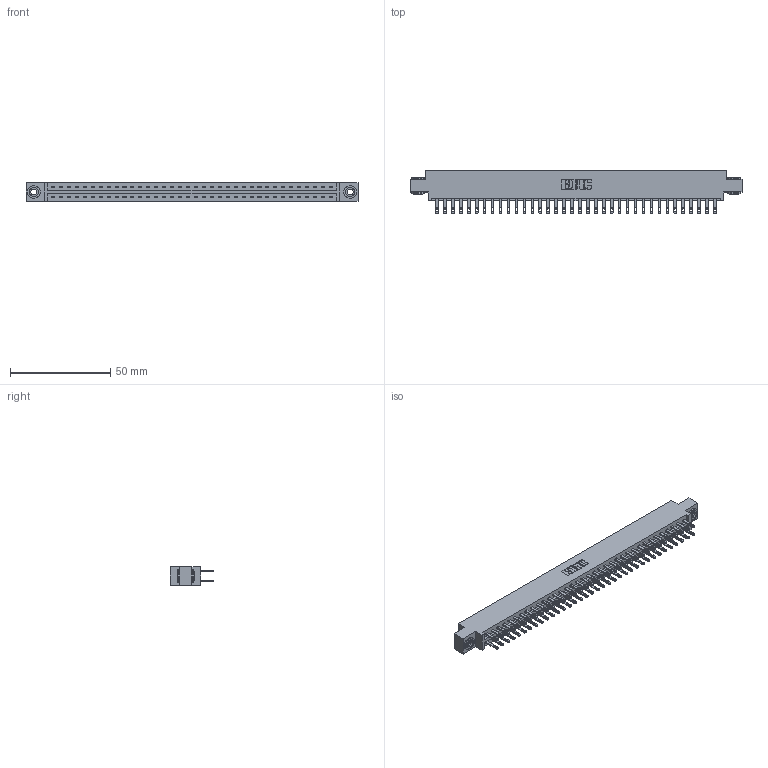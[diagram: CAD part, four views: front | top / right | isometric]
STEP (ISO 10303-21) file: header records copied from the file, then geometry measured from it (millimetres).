
FILE_DESCRIPTION (( 'STEP AP203' ), '1' );
FILE_NAME ('337-072-500-803.STEP', '2018-08-11T13:45:29', ( '' ), ( '' ), 'SwSTEP 2.0', 'SolidWorks 2016', '' );
FILE_SCHEMA (( 'CONFIG_CONTROL_DESIGN' ));
Length unit declared in the file: inch
Products named in the file (4): 337 Part_0.170 Offset - 0.156 Dia-TH; 345-292-001_345-293-100; 345-250-002_345-250-002-102; 337-072-500-803
Assembly tree (75 placements, depth 2):
  337-072-500-803
    337 Part_0.170 Offset - 0.156 Dia-TH
    345-292-001_345-293-100  x72
    345-250-002_345-250-002-102  x2
Bounding box: 165.66 x 21.85 x 9.4 mm (x, y, z)
Volume: 17500.5 mm3; surface area: 20857.2 mm2
Topology: 75 solids, 75 shells, 3756 faces, 11415 edges, 7606 vertices
Faces by surface type: plane 2388, cylinder 1360, cone 8
Entity records: 29400 total; most frequent: CARTESIAN_POINT 4933, ORIENTED_EDGE 4862, DIRECTION 4241, EDGE_CURVE 2431, LINE 2275, VECTOR 2275, VERTEX_POINT 1618, AXIS2_PLACEMENT_3D 983
